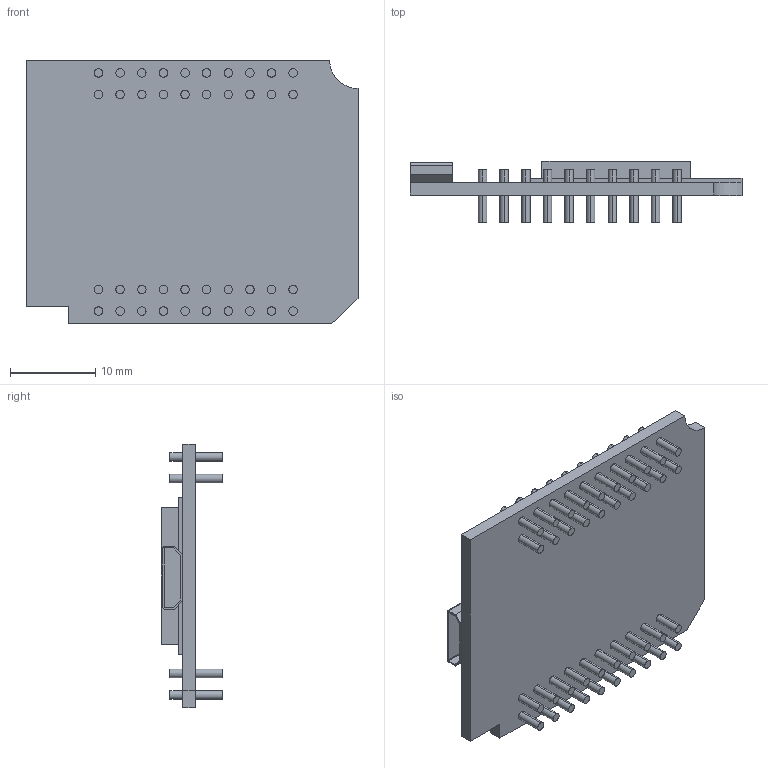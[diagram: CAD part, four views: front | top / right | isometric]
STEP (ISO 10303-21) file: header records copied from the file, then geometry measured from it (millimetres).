
FILE_DESCRIPTION (( 'STEP AP214' ), '1' );
FILE_NAME ('ESP-32_mini.STEP', '2021-08-21T11:44:57', ( '' ), ( '' ), 'SwSTEP 2.0', 'SolidWorks 2020', '' );
FILE_SCHEMA (( 'AUTOMOTIVE_DESIGN' ));
Length unit declared in the file: millimetre
Products named in the file (3): USB-Micro_�� 㬮�砭��; ESP-32_mini_board^ESP-32_mini_�� 㬮�砭��; ESP-32_mini
Assembly tree (2 placements, depth 2):
  ESP-32_mini
    ESP-32_mini_board^ESP-32_mini_�� 㬮�砭��
    USB-Micro_�� 㬮�砭��
Bounding box: 39 x 7.2 x 31 mm (x, y, z)
Volume: 2738.9 mm3; surface area: 3547.2 mm2
Topology: 2 solids, 2 shells, 278 faces, 576 edges, 384 vertices
Faces by surface type: cylinder 165, plane 113
Entity records: 10489 total; most frequent: DIRECTION 1472, CARTESIAN_POINT 1243, ORIENTED_EDGE 1152, AXIS2_PLACEMENT_3D 613, EDGE_CURVE 576, VERTEX_POINT 384, EDGE_LOOP 360, CIRCLE 330
